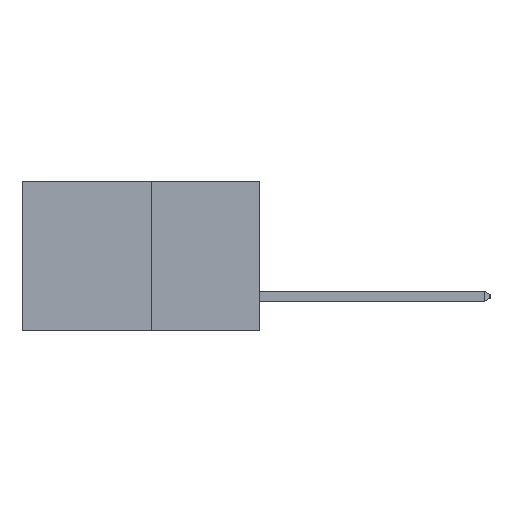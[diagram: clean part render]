
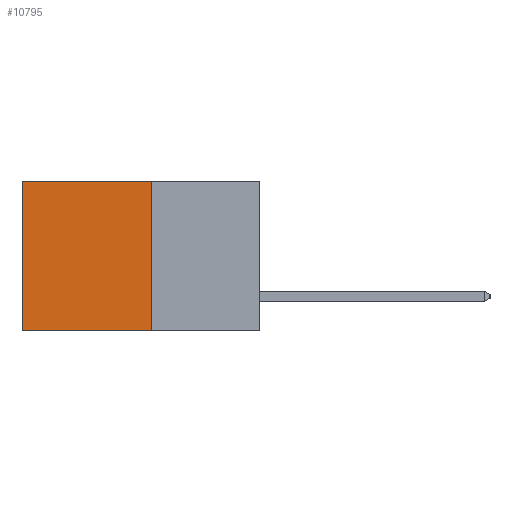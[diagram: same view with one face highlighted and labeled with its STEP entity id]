
A CAD part, left-side view. The second image highlights one B-rep face of the part: STEP entity #10795.
In plain terms, the highlighted planar face has unit normal (-1, 0, 0).
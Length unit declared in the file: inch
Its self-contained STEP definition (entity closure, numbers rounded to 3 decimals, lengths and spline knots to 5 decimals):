
#966 = EDGE_CURVE ( 'NONE', #30410, #6104, #5194, .T. ) ;
#3242 = DIRECTION ( 'NONE',  ( 0., 0., -1. ) ) ;
#3875 = CARTESIAN_POINT ( 'NONE',  ( 0.277, 0.27, -0.37 ) ) ;
#3951 = EDGE_CURVE ( 'NONE', #31085, #27356, #20841, .T. ) ;
#4012 = CARTESIAN_POINT ( 'NONE',  ( 0.277, 0.27, -0.37 ) ) ;
#4252 = EDGE_CURVE ( 'NONE', #30410, #31085, #19600, .T. ) ;
#4991 = LINE ( 'NONE', #9243, #31495 ) ;
#5194 = LINE ( 'NONE', #29700, #18171 ) ;
#5449 = ORIENTED_EDGE ( 'NONE', *, *, #6794, .T. ) ;
#6104 = VERTEX_POINT ( 'NONE', #29157 ) ;
#6794 = EDGE_CURVE ( 'NONE', #6104, #27356, #4991, .T. ) ;
#8385 = EDGE_LOOP ( 'NONE', ( #5449, #9497, #18356, #23834 ) ) ;
#8677 = DIRECTION ( 'NONE',  ( 0., 0., -1. ) ) ;
#9243 = CARTESIAN_POINT ( 'NONE',  ( 0.277, 0.59, -0.37 ) ) ;
#9497 = ORIENTED_EDGE ( 'NONE', *, *, #3951, .F. ) ;
#10387 = AXIS2_PLACEMENT_3D ( 'NONE', #4012, #14538, #32294 ) ;
#10795 = ADVANCED_FACE ( 'NONE', ( #30316 ), #29730, .F. ) ;
#14021 = VECTOR ( 'NONE', #23276, 39.37008 ) ;
#14538 = DIRECTION ( 'NONE',  ( 1., 0., 0. ) ) ;
#17389 = CARTESIAN_POINT ( 'NONE',  ( 0.277, 0.27, -0.37 ) ) ;
#18171 = VECTOR ( 'NONE', #21489, 39.37008 ) ;
#18356 = ORIENTED_EDGE ( 'NONE', *, *, #4252, .F. ) ;
#19600 = LINE ( 'NONE', #3875, #33055 ) ;
#20841 = LINE ( 'NONE', #23826, #14021 ) ;
#21489 = DIRECTION ( 'NONE',  ( 0., 1., 0. ) ) ;
#23276 = DIRECTION ( 'NONE',  ( 0., 1., 0. ) ) ;
#23826 = CARTESIAN_POINT ( 'NONE',  ( 0.277, 0.27, -0.37 ) ) ;
#23834 = ORIENTED_EDGE ( 'NONE', *, *, #966, .T. ) ;
#27356 = VERTEX_POINT ( 'NONE', #29677 ) ;
#29157 = CARTESIAN_POINT ( 'NONE',  ( 0.277, 0.59, 0. ) ) ;
#29677 = CARTESIAN_POINT ( 'NONE',  ( 0.277, 0.59, -0.37 ) ) ;
#29700 = CARTESIAN_POINT ( 'NONE',  ( 0.277, 0.27, 0. ) ) ;
#29730 = PLANE ( 'NONE',  #10387 ) ;
#30093 = CARTESIAN_POINT ( 'NONE',  ( 0.277, 0.27, 0. ) ) ;
#30316 = FACE_OUTER_BOUND ( 'NONE', #8385, .T. ) ;
#30410 = VERTEX_POINT ( 'NONE', #30093 ) ;
#31085 = VERTEX_POINT ( 'NONE', #17389 ) ;
#31495 = VECTOR ( 'NONE', #8677, 39.37008 ) ;
#32294 = DIRECTION ( 'NONE',  ( 0., 0., -1. ) ) ;
#33055 = VECTOR ( 'NONE', #3242, 39.37008 ) ;
